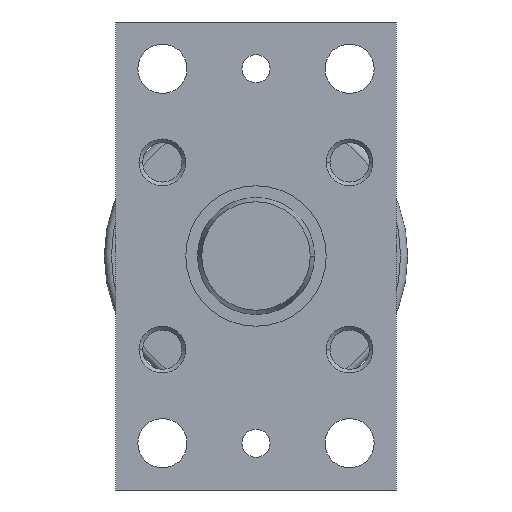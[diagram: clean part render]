
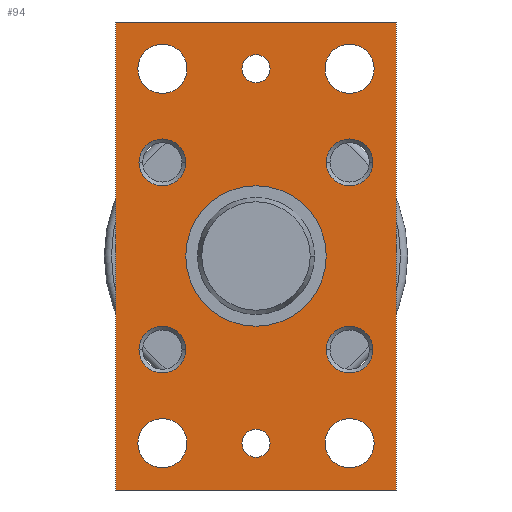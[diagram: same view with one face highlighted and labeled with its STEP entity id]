
A CAD part, left-side view. The second image highlights one B-rep face of the part: STEP entity #94.
In plain terms, the highlighted planar face has unit normal (-1, 0, 0).
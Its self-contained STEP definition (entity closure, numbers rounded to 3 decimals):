
#94=ADVANCED_FACE('',(#232,#233,#234,#235,#236,#237,#238,#239,#240,#241,#242,#243),#244,.F.);
#232=FACE_BOUND('',#415,.T.);
#233=FACE_BOUND('',#416,.T.);
#234=FACE_BOUND('',#417,.T.);
#235=FACE_BOUND('',#418,.T.);
#236=FACE_BOUND('',#419,.T.);
#237=FACE_BOUND('',#420,.T.);
#238=FACE_BOUND('',#421,.T.);
#239=FACE_BOUND('',#422,.T.);
#240=FACE_BOUND('',#423,.T.);
#241=FACE_BOUND('',#424,.T.);
#242=FACE_BOUND('',#425,.T.);
#243=FACE_OUTER_BOUND('',#426,.T.);
#244=PLANE('',#427);
#415=EDGE_LOOP('',(#856,#857));
#416=EDGE_LOOP('',(#858,#859));
#417=EDGE_LOOP('',(#860,#861));
#418=EDGE_LOOP('',(#862,#863));
#419=EDGE_LOOP('',(#864,#865));
#420=EDGE_LOOP('',(#866,#867));
#421=EDGE_LOOP('',(#868,#869));
#422=EDGE_LOOP('',(#870,#871));
#423=EDGE_LOOP('',(#872,#873));
#424=EDGE_LOOP('',(#874,#875));
#425=EDGE_LOOP('',(#876,#877));
#426=EDGE_LOOP('',(#878,#879,#880,#881));
#427=AXIS2_PLACEMENT_3D('',#882,#883,#884);
#856=ORIENTED_EDGE('',*,*,#1212,.T.);
#857=ORIENTED_EDGE('',*,*,#1238,.T.);
#858=ORIENTED_EDGE('',*,*,#1201,.T.);
#859=ORIENTED_EDGE('',*,*,#1240,.T.);
#860=ORIENTED_EDGE('',*,*,#1190,.T.);
#861=ORIENTED_EDGE('',*,*,#1242,.T.);
#862=ORIENTED_EDGE('',*,*,#1179,.T.);
#863=ORIENTED_EDGE('',*,*,#1244,.T.);
#864=ORIENTED_EDGE('',*,*,#1246,.T.);
#865=ORIENTED_EDGE('',*,*,#1172,.T.);
#866=ORIENTED_EDGE('',*,*,#1247,.T.);
#867=ORIENTED_EDGE('',*,*,#1168,.T.);
#868=ORIENTED_EDGE('',*,*,#1248,.T.);
#869=ORIENTED_EDGE('',*,*,#1164,.T.);
#870=ORIENTED_EDGE('',*,*,#1249,.T.);
#871=ORIENTED_EDGE('',*,*,#1160,.T.);
#872=ORIENTED_EDGE('',*,*,#1250,.T.);
#873=ORIENTED_EDGE('',*,*,#1156,.T.);
#874=ORIENTED_EDGE('',*,*,#1251,.T.);
#875=ORIENTED_EDGE('',*,*,#1152,.T.);
#876=ORIENTED_EDGE('',*,*,#1221,.T.);
#877=ORIENTED_EDGE('',*,*,#1220,.T.);
#878=ORIENTED_EDGE('',*,*,#1252,.T.);
#879=ORIENTED_EDGE('',*,*,#1253,.T.);
#880=ORIENTED_EDGE('',*,*,#1254,.T.);
#881=ORIENTED_EDGE('',*,*,#1255,.T.);
#882=CARTESIAN_POINT('',(-10.0,0.0,0.0));
#883=DIRECTION('',(1.0,0.0,0.));
#884=DIRECTION('',(0.,0.0,-1.0));
#1152=EDGE_CURVE('',#1379,#1383,#1385,.T.);
#1156=EDGE_CURVE('',#1387,#1391,#1393,.T.);
#1160=EDGE_CURVE('',#1395,#1399,#1401,.T.);
#1164=EDGE_CURVE('',#1403,#1407,#1409,.T.);
#1168=EDGE_CURVE('',#1411,#1415,#1417,.T.);
#1172=EDGE_CURVE('',#1419,#1423,#1425,.T.);
#1179=EDGE_CURVE('',#1434,#1436,#1438,.T.);
#1190=EDGE_CURVE('',#1453,#1455,#1457,.T.);
#1201=EDGE_CURVE('',#1472,#1474,#1476,.T.);
#1212=EDGE_CURVE('',#1491,#1493,#1495,.T.);
#1220=EDGE_CURVE('',#1503,#1507,#1509,.T.);
#1221=EDGE_CURVE('',#1507,#1503,#1510,.T.);
#1238=EDGE_CURVE('',#1493,#1491,#1531,.T.);
#1240=EDGE_CURVE('',#1474,#1472,#1533,.T.);
#1242=EDGE_CURVE('',#1455,#1453,#1535,.T.);
#1244=EDGE_CURVE('',#1436,#1434,#1537,.T.);
#1246=EDGE_CURVE('',#1423,#1419,#1539,.T.);
#1247=EDGE_CURVE('',#1415,#1411,#1540,.T.);
#1248=EDGE_CURVE('',#1407,#1403,#1541,.T.);
#1249=EDGE_CURVE('',#1399,#1395,#1542,.T.);
#1250=EDGE_CURVE('',#1391,#1387,#1543,.T.);
#1251=EDGE_CURVE('',#1383,#1379,#1544,.T.);
#1252=EDGE_CURVE('',#1545,#1546,#1547,.T.);
#1253=EDGE_CURVE('',#1546,#1548,#1549,.T.);
#1254=EDGE_CURVE('',#1548,#1550,#1551,.T.);
#1255=EDGE_CURVE('',#1550,#1545,#1552,.T.);
#1379=VERTEX_POINT('',#1708);
#1383=VERTEX_POINT('',#1713);
#1385=CIRCLE('',#1716,5.25);
#1387=VERTEX_POINT('',#1718);
#1391=VERTEX_POINT('',#1723);
#1393=CIRCLE('',#1726,5.25);
#1395=VERTEX_POINT('',#1728);
#1399=VERTEX_POINT('',#1733);
#1401=CIRCLE('',#1736,5.25);
#1403=VERTEX_POINT('',#1738);
#1407=VERTEX_POINT('',#1743);
#1409=CIRCLE('',#1746,5.25);
#1411=VERTEX_POINT('',#1748);
#1415=VERTEX_POINT('',#1753);
#1417=CIRCLE('',#1756,3.0);
#1419=VERTEX_POINT('',#1758);
#1423=VERTEX_POINT('',#1763);
#1425=CIRCLE('',#1766,3.0);
#1434=VERTEX_POINT('',#1777);
#1436=VERTEX_POINT('',#1780);
#1438=CIRCLE('',#1783,5.0);
#1453=VERTEX_POINT('',#1802);
#1455=VERTEX_POINT('',#1805);
#1457=CIRCLE('',#1808,5.0);
#1472=VERTEX_POINT('',#1827);
#1474=VERTEX_POINT('',#1830);
#1476=CIRCLE('',#1833,5.0);
#1491=VERTEX_POINT('',#1852);
#1493=VERTEX_POINT('',#1855);
#1495=CIRCLE('',#1858,5.0);
#1503=VERTEX_POINT('',#1868);
#1507=VERTEX_POINT('',#1873);
#1509=CIRCLE('',#1876,15.0);
#1510=CIRCLE('',#1877,15.0);
#1531=CIRCLE('',#1902,5.0);
#1533=CIRCLE('',#1904,5.0);
#1535=CIRCLE('',#1906,5.0);
#1537=CIRCLE('',#1908,5.0);
#1539=CIRCLE('',#1910,3.0);
#1540=CIRCLE('',#1911,3.0);
#1541=CIRCLE('',#1912,5.25);
#1542=CIRCLE('',#1913,5.25);
#1543=CIRCLE('',#1914,5.25);
#1544=CIRCLE('',#1915,5.25);
#1545=VERTEX_POINT('',#1916);
#1546=VERTEX_POINT('',#1917);
#1547=LINE('',#1918,#1919);
#1548=VERTEX_POINT('',#1920);
#1549=LINE('',#1921,#1922);
#1550=VERTEX_POINT('',#1923);
#1551=LINE('',#1924,#1925);
#1552=LINE('',#1926,#1927);
#1708=CARTESIAN_POINT('',(-10.0,-20.0,34.75));
#1713=CARTESIAN_POINT('',(-10.0,-20.0,45.25));
#1716=AXIS2_PLACEMENT_3D('',#2277,#2278,#2279);
#1718=CARTESIAN_POINT('',(-10.0,20.0,34.75));
#1723=CARTESIAN_POINT('',(-10.0,20.0,45.25));
#1726=AXIS2_PLACEMENT_3D('',#2285,#2286,#2287);
#1728=CARTESIAN_POINT('',(-10.0,-20.0,-45.25));
#1733=CARTESIAN_POINT('',(-10.0,-20.0,-34.75));
#1736=AXIS2_PLACEMENT_3D('',#2293,#2294,#2295);
#1738=CARTESIAN_POINT('',(-10.0,20.0,-45.25));
#1743=CARTESIAN_POINT('',(-10.0,20.0,-34.75));
#1746=AXIS2_PLACEMENT_3D('',#2301,#2302,#2303);
#1748=CARTESIAN_POINT('',(-10.0,0.,37.0));
#1753=CARTESIAN_POINT('',(-10.0,0.,43.0));
#1756=AXIS2_PLACEMENT_3D('',#2309,#2310,#2311);
#1758=CARTESIAN_POINT('',(-10.0,0.,-43.0));
#1763=CARTESIAN_POINT('',(-10.0,0.,-37.0));
#1766=AXIS2_PLACEMENT_3D('',#2317,#2318,#2319);
#1777=CARTESIAN_POINT('',(-10.0,-15.0,20.0));
#1780=CARTESIAN_POINT('',(-10.0,-25.0,20.0));
#1783=AXIS2_PLACEMENT_3D('',#2330,#2331,#2332);
#1802=CARTESIAN_POINT('',(-10.0,25.0,20.0));
#1805=CARTESIAN_POINT('',(-10.0,15.0,20.0));
#1808=AXIS2_PLACEMENT_3D('',#2351,#2352,#2353);
#1827=CARTESIAN_POINT('',(-10.0,-15.0,-20.0));
#1830=CARTESIAN_POINT('',(-10.0,-25.0,-20.0));
#1833=AXIS2_PLACEMENT_3D('',#2372,#2373,#2374);
#1852=CARTESIAN_POINT('',(-10.0,25.0,-20.0));
#1855=CARTESIAN_POINT('',(-10.0,15.0,-20.0));
#1858=AXIS2_PLACEMENT_3D('',#2393,#2394,#2395);
#1868=CARTESIAN_POINT('',(-10.0,0.,-15.0));
#1873=CARTESIAN_POINT('',(-10.0,0.,15.0));
#1876=AXIS2_PLACEMENT_3D('',#2409,#2410,#2411);
#1877=AXIS2_PLACEMENT_3D('',#2412,#2413,#2414);
#1902=AXIS2_PLACEMENT_3D('',#2455,#2456,#2457);
#1904=AXIS2_PLACEMENT_3D('',#2461,#2462,#2463);
#1906=AXIS2_PLACEMENT_3D('',#2467,#2468,#2469);
#1908=AXIS2_PLACEMENT_3D('',#2473,#2474,#2475);
#1910=AXIS2_PLACEMENT_3D('',#2479,#2480,#2481);
#1911=AXIS2_PLACEMENT_3D('',#2482,#2483,#2484);
#1912=AXIS2_PLACEMENT_3D('',#2485,#2486,#2487);
#1913=AXIS2_PLACEMENT_3D('',#2488,#2489,#2490);
#1914=AXIS2_PLACEMENT_3D('',#2491,#2492,#2493);
#1915=AXIS2_PLACEMENT_3D('',#2494,#2495,#2496);
#1916=CARTESIAN_POINT('',(-10.0,30.0,-50.0));
#1917=CARTESIAN_POINT('',(-10.0,-30.0,-50.0));
#1918=CARTESIAN_POINT('',(-10.0,0.0,-50.0));
#1919=VECTOR('',#2497,1.0);
#1920=CARTESIAN_POINT('',(-10.0,-30.0,50.0));
#1921=CARTESIAN_POINT('',(-10.0,-30.0,0.0));
#1922=VECTOR('',#2498,1.0);
#1923=CARTESIAN_POINT('',(-10.0,30.0,50.0));
#1924=CARTESIAN_POINT('',(-10.0,0.0,50.0));
#1925=VECTOR('',#2499,1.0);
#1926=CARTESIAN_POINT('',(-10.0,30.0,0.0));
#1927=VECTOR('',#2500,1.0);
#2277=CARTESIAN_POINT('',(-10.0,-20.0,40.0));
#2278=DIRECTION('',(1.0,0.0,0.));
#2279=DIRECTION('',(0.,0.0,-1.0));
#2285=CARTESIAN_POINT('',(-10.0,20.0,40.0));
#2286=DIRECTION('',(1.0,0.0,0.));
#2287=DIRECTION('',(0.,0.0,-1.0));
#2293=CARTESIAN_POINT('',(-10.0,-20.0,-40.0));
#2294=DIRECTION('',(1.0,0.0,0.));
#2295=DIRECTION('',(0.,0.0,-1.0));
#2301=CARTESIAN_POINT('',(-10.0,20.0,-40.0));
#2302=DIRECTION('',(1.0,0.0,0.));
#2303=DIRECTION('',(0.,0.0,-1.0));
#2309=CARTESIAN_POINT('',(-10.0,0.0,40.0));
#2310=DIRECTION('',(1.0,0.0,0.));
#2311=DIRECTION('',(0.,0.0,-1.0));
#2317=CARTESIAN_POINT('',(-10.0,0.0,-40.0));
#2318=DIRECTION('',(1.0,0.0,0.));
#2319=DIRECTION('',(0.,0.0,-1.0));
#2330=CARTESIAN_POINT('',(-10.0,-20.0,20.0));
#2331=DIRECTION('',(1.0,-0.0,0.));
#2332=DIRECTION('',(0.0,1.0,0.0));
#2351=CARTESIAN_POINT('',(-10.0,20.0,20.0));
#2352=DIRECTION('',(1.0,-0.0,0.));
#2353=DIRECTION('',(0.0,1.0,0.0));
#2372=CARTESIAN_POINT('',(-10.0,-20.0,-20.0));
#2373=DIRECTION('',(1.0,-0.0,0.));
#2374=DIRECTION('',(0.0,1.0,0.0));
#2393=CARTESIAN_POINT('',(-10.0,20.0,-20.0));
#2394=DIRECTION('',(1.0,-0.0,0.));
#2395=DIRECTION('',(0.0,1.0,0.0));
#2409=CARTESIAN_POINT('',(-10.0,0.0,0.0));
#2410=DIRECTION('',(1.0,0.0,0.));
#2411=DIRECTION('',(0.,0.0,-1.0));
#2412=CARTESIAN_POINT('',(-10.0,0.0,0.0));
#2413=DIRECTION('',(1.0,0.0,0.));
#2414=DIRECTION('',(0.,0.0,-1.0));
#2455=CARTESIAN_POINT('',(-10.0,20.0,-20.0));
#2456=DIRECTION('',(1.0,-0.0,0.));
#2457=DIRECTION('',(0.0,1.0,0.0));
#2461=CARTESIAN_POINT('',(-10.0,-20.0,-20.0));
#2462=DIRECTION('',(1.0,-0.0,0.));
#2463=DIRECTION('',(0.0,1.0,0.0));
#2467=CARTESIAN_POINT('',(-10.0,20.0,20.0));
#2468=DIRECTION('',(1.0,-0.0,0.));
#2469=DIRECTION('',(0.0,1.0,0.0));
#2473=CARTESIAN_POINT('',(-10.0,-20.0,20.0));
#2474=DIRECTION('',(1.0,-0.0,0.));
#2475=DIRECTION('',(0.0,1.0,0.0));
#2479=CARTESIAN_POINT('',(-10.0,0.0,-40.0));
#2480=DIRECTION('',(1.0,0.0,0.));
#2481=DIRECTION('',(0.,0.0,-1.0));
#2482=CARTESIAN_POINT('',(-10.0,0.0,40.0));
#2483=DIRECTION('',(1.0,0.0,0.));
#2484=DIRECTION('',(0.,0.0,-1.0));
#2485=CARTESIAN_POINT('',(-10.0,20.0,-40.0));
#2486=DIRECTION('',(1.0,0.0,0.));
#2487=DIRECTION('',(0.,0.0,-1.0));
#2488=CARTESIAN_POINT('',(-10.0,-20.0,-40.0));
#2489=DIRECTION('',(1.0,0.0,0.));
#2490=DIRECTION('',(0.,0.0,-1.0));
#2491=CARTESIAN_POINT('',(-10.0,20.0,40.0));
#2492=DIRECTION('',(1.0,0.0,0.));
#2493=DIRECTION('',(0.,0.0,-1.0));
#2494=CARTESIAN_POINT('',(-10.0,-20.0,40.0));
#2495=DIRECTION('',(1.0,0.0,0.));
#2496=DIRECTION('',(0.,0.0,-1.0));
#2497=DIRECTION('',(0.0,-1.0,0.0));
#2498=DIRECTION('',(0.,0.0,1.0));
#2499=DIRECTION('',(0.0,1.0,0.0));
#2500=DIRECTION('',(0.,0.0,-1.0));
